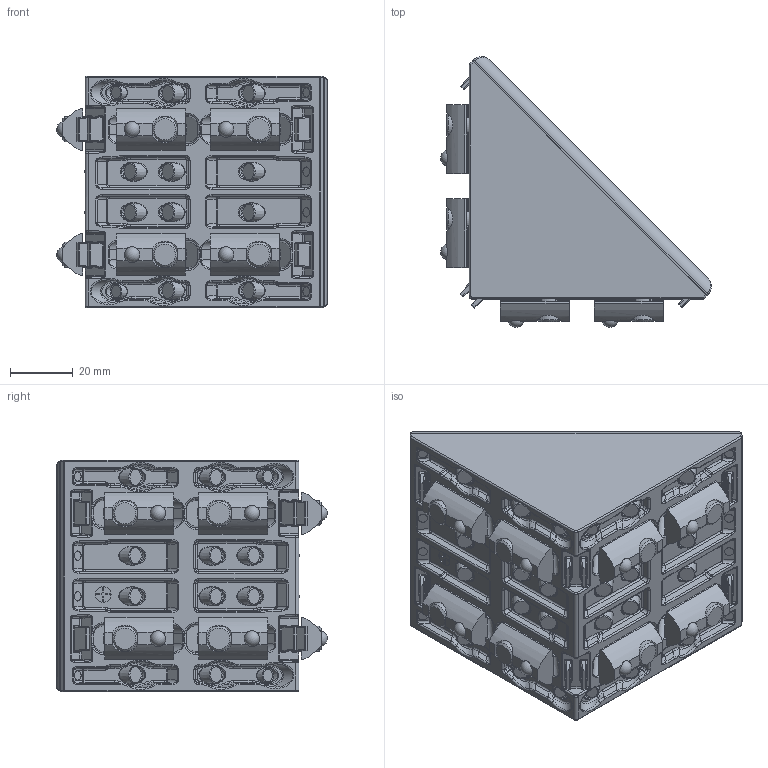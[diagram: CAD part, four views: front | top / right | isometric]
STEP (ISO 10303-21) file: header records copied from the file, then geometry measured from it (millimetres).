
FILE_DESCRIPTION(/* description */ ('STEP AP203'),/* implementation_level */ '2;1');
FILE_NAME(/* name */ '1007702.stp',/* time_stamp */ '2024-05-07T12:49:31+02:00',/* author */ ('b.steehouwer'),/* organization */ (''),/* preprocessor_version */ 'ST-DEVELOPER v18.1',/* originating_system */ 'Autodesk Inventor 2021',/* authorisation */ '');
FILE_SCHEMA (('AUTOMOTIVE_DESIGN { 1 0 10303 214 3 1 1 }'));
Products named in the file (43): 1007702; 1007702-1; 1007702-2; 1007702-1_1; 1007702-3; 1007702-4; 1007702-5; 1007702-6; 1007702-2_1; 1007702-7; 1007702-8; 1007702-9; 1007702-10; 1007702-3_1; 1007702-17; 1007702-18; 1007702-19; 1007702-11; 1007702-4_1; 1007702-20; 1007702-21; 1007702-22; 1007702-12; 1007702-5_1; 1007702-23; 1007702-24; 1007702-25; 1007702-13; 1007702-6_1; 1007702-26; 1007702-27; 1007702-28; 1007702-14; 1007702-7_1; 1007702-29; 1007702-30; 1007702-31; 1007702-15; 1007702-8_1; 1007702-32 ...
Assembly tree (42 placements, depth 3):
  1007702
    1007702-1
    1007702-2
    1007702-1_1
      1007702-3
      1007702-4
      1007702-5
    1007702-6
    1007702-2_1
      1007702-7
      1007702-8
      1007702-9
    1007702-10
    1007702-3_1
      1007702-17
      1007702-18
      1007702-19
    1007702-11
    1007702-4_1
      1007702-20
      1007702-21
      1007702-22
    1007702-12
    1007702-5_1
      1007702-23
      1007702-24
      1007702-25
    1007702-13
    1007702-6_1
      1007702-26
      1007702-27
      1007702-28
    1007702-14
    1007702-7_1
      1007702-29
      1007702-30
      1007702-31
    1007702-15
    1007702-8_1
      1007702-32
      1007702-33
      1007702-34
    1007702-16
Bounding box: 86.43 x 86.43 x 74 mm (x, y, z)
Volume: 115944.1 mm3; surface area: 71933.9 mm2
Topology: 34 solids, 34 shells, 2853 faces, 6769 edges, 3946 vertices
Faces by surface type: bspline 1101, cylinder 939, plane 581, torus 96, cone 72, sphere 64
Full cylindrical faces by diameter (mm): 3 x8, 5 x9, 6.8 x8, 8 x8
Entity records: 145699 total; most frequent: CARTESIAN_POINT 84672, ORIENTED_EDGE 13338, DIRECTION 11612, EDGE_CURVE 6669, AXIS2_PLACEMENT_3D 4703, VERTEX_POINT 3946, EDGE_LOOP 2979, FACE_OUTER_BOUND 2853
